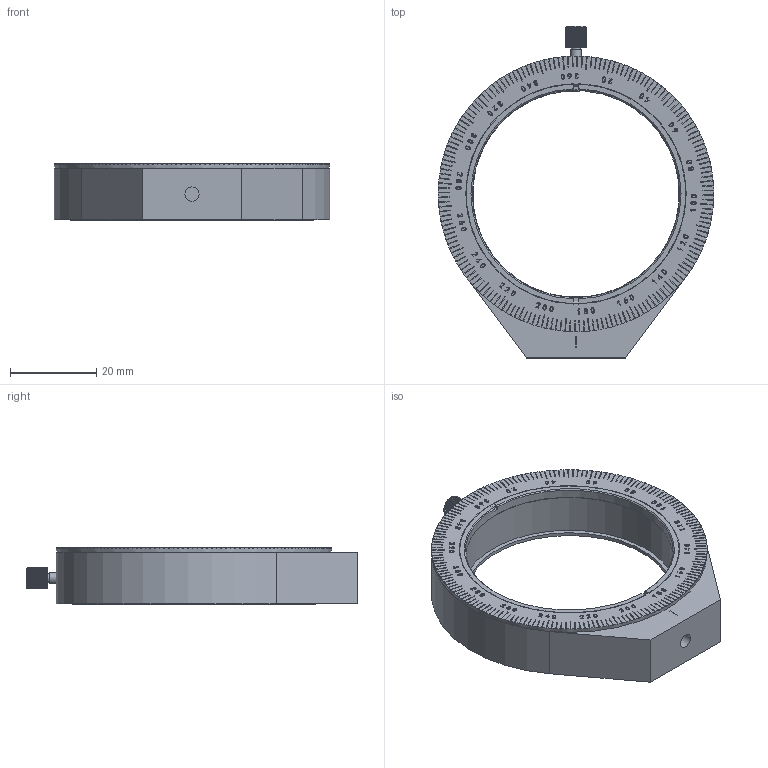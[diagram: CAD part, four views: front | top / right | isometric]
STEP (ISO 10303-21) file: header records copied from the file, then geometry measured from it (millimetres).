
FILE_DESCRIPTION (( 'STEP AP203' ), '1' );
FILE_NAME ('522303.STEP', '2024-06-24T02:42:50', ( 'Windows User' ), ( 'P R C' ), 'SwSTEP 2.0', 'SolidWorks 2020', '' );
FILE_SCHEMA (( 'CONFIG_CONTROL_DESIGN' ));
Length unit declared in the file: millimetre
Products named in the file (1): 522303
Bounding box: 64 x 77.1 x 13.05 mm (x, y, z)
Volume: 19226 mm3; surface area: 15592.1 mm2
Topology: 4 solids, 4 shells, 1336 faces, 3700 edges, 2465 vertices
Faces by surface type: plane 1086, bspline 174, cylinder 66, cone 10
Full cylindrical faces by diameter (mm): 2.05 x1, 2.1 x1, 2.5 x1, 3.3 x1, 48 x1, 48.3 x1, 50 x1, 51.689 x1, 56 x2, 57 x2, 64 x1
Entity records: 66748 total; most frequent: CARTESIAN_POINT 33476, ORIENTED_EDGE 7354, DIRECTION 6050, EDGE_CURVE 3677, LINE 2714, VECTOR 2714, VERTEX_POINT 2461, AXIS2_PLACEMENT_3D 1668
